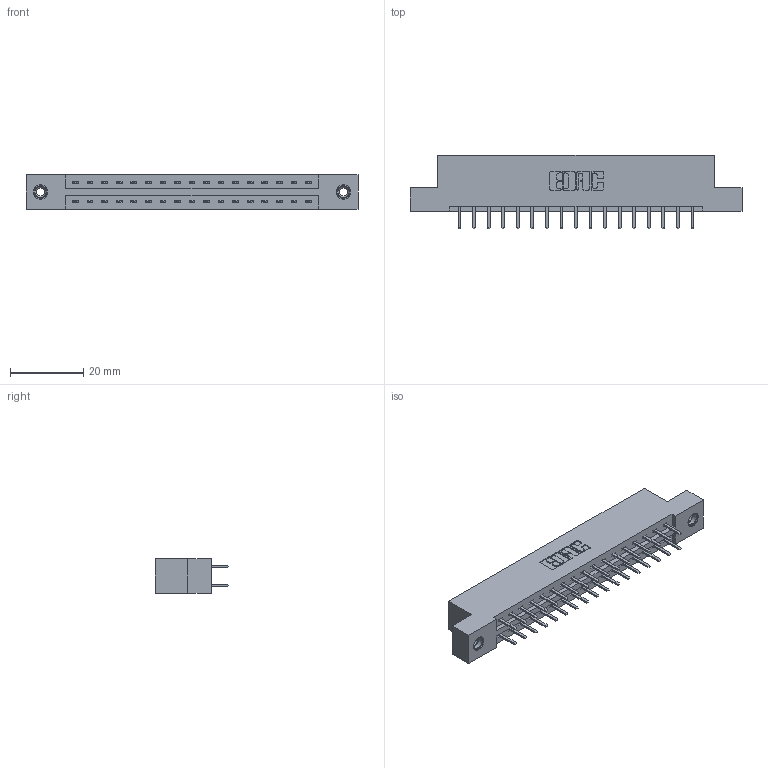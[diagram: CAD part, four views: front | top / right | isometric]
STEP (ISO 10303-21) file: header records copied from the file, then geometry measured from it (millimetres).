
FILE_DESCRIPTION (( 'STEP AP203' ), '1' );
FILE_NAME ('337-034-520-208.STEP', '2018-08-07T10:10:52', ( '' ), ( '' ), 'SwSTEP 2.0', 'SolidWorks 2016', '' );
FILE_SCHEMA (( 'CONFIG_CONTROL_DESIGN' ));
Length unit declared in the file: inch
Products named in the file (4): 345-250-001_345-250-003-102; 337-034-520-208; 337 Part_Flush Mounting Lugs - 0.156 Dia-TI; 345-292-001_345-293-120
Assembly tree (37 placements, depth 2):
  337-034-520-208
    337 Part_Flush Mounting Lugs - 0.156 Dia-TI
    345-292-001_345-293-120  x34
    345-250-001_345-250-003-102  x2
Bounding box: 90.37 x 20.02 x 9.4 mm (x, y, z)
Volume: 9170 mm3; surface area: 10105.2 mm2
Topology: 37 solids, 37 shells, 2146 faces, 6193 edges, 4030 vertices
Faces by surface type: plane 1462, cylinder 668, cone 12, torus 4
Entity records: 17714 total; most frequent: CARTESIAN_POINT 2997, ORIENTED_EDGE 2914, DIRECTION 2615, EDGE_CURVE 1457, LINE 1305, VECTOR 1305, VERTEX_POINT 964, AXIS2_PLACEMENT_3D 655
